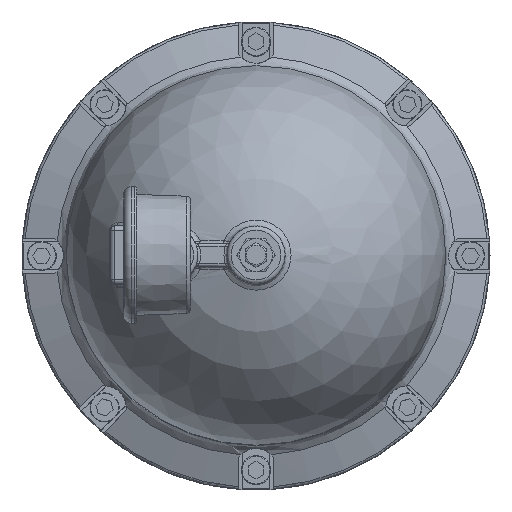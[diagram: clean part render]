
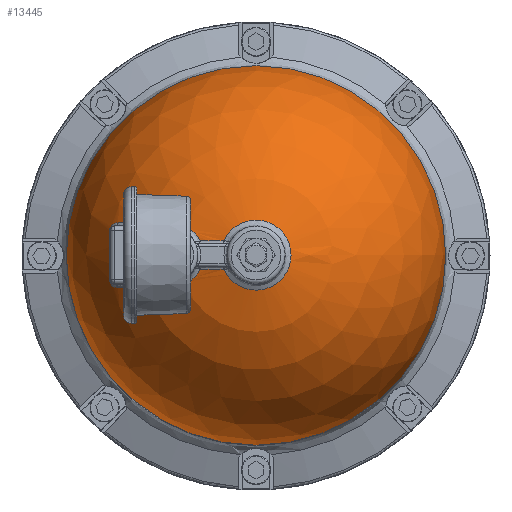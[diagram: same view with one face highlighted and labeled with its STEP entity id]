
A CAD part, top view. The second image highlights one B-rep face of the part: STEP entity #13445.
In plain terms, the highlighted spherical face has radius 82.804 mm.
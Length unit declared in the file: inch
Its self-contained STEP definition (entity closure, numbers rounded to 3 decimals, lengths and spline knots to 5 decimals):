
#3295=CARTESIAN_POINT('',(16.21693,-11.2058,7.62049));
#3296=VERTEX_POINT('',#3295);
#3297=CARTESIAN_POINT('',(12.95693,-11.2058,7.62049));
#3298=DIRECTION('',(0.0,0.0,-1.0));
#3299=DIRECTION('',(-1.0,0.0,0.0));
#3300=AXIS2_PLACEMENT_3D('',#3297,#3298,#3299);
#3301=CIRCLE('',#3300,3.26);
#3302=EDGE_CURVE('',#3296,#3296,#3301,.T.);
#10553=CARTESIAN_POINT('',(11.99591,-11.45202,10.72587));
#10554=VERTEX_POINT('',#10553);
#10621=CARTESIAN_POINT('',(12.40767,-11.45202,10.82443));
#10622=VERTEX_POINT('',#10621);
#10638=CARTESIAN_POINT('',(12.95693,-11.45202,7.62049));
#10639=DIRECTION('',(0.0,-1.,0.0));
#10640=DIRECTION('',(-0.232,0.0,0.973));
#10641=AXIS2_PLACEMENT_3D('',#10638,#10639,#10640);
#10642=CIRCLE('',#10641,3.25069);
#10643=EDGE_CURVE('',#10622,#10554,#10642,.T.);
#10772=CARTESIAN_POINT('',(11.49066,-11.76787,10.47736));
#10773=VERTEX_POINT('',#10772);
#10790=CARTESIAN_POINT('',(10.58646,-11.76787,9.78672));
#10791=VERTEX_POINT('',#10790);
#10799=CARTESIAN_POINT('',(12.95693,-11.76787,7.62049));
#10800=DIRECTION('',(0.0,-1.,0.0));
#10801=DIRECTION('',(-0.62,0.0,0.785));
#10802=AXIS2_PLACEMENT_3D('',#10799,#10800,#10801);
#10803=CIRCLE('',#10802,3.21118);
#10804=EDGE_CURVE('',#10773,#10791,#10803,.T.);
#10878=CARTESIAN_POINT('',(11.9959,-11.45201,10.72587));
#10879=CARTESIAN_POINT('',(11.99219,-11.45967,10.72411));
#10880=CARTESIAN_POINT('',(11.98831,-11.46722,10.72228));
#10881=CARTESIAN_POINT('',(11.98425,-11.47467,10.72036));
#10882=CARTESIAN_POINT('',(11.93386,-11.56718,10.69652));
#10883=CARTESIAN_POINT('',(11.85896,-11.64185,10.66081));
#10884=CARTESIAN_POINT('',(11.77311,-11.69175,10.61882));
#10885=CARTESIAN_POINT('',(11.71946,-11.72293,10.59259));
#10886=CARTESIAN_POINT('',(11.66197,-11.74454,10.56412));
#10887=CARTESIAN_POINT('',(11.60259,-11.75661,10.53424));
#10888=CARTESIAN_POINT('',(11.56549,-11.76415,10.51557));
#10889=CARTESIAN_POINT('',(11.52785,-11.76787,10.49645));
#10890=CARTESIAN_POINT('',(11.49066,-11.76787,10.47736));
#10891=B_SPLINE_CURVE_WITH_KNOTS('',3,(#10878,#10879,#10880,#10881,#10882,#10883,#10884,#10885,#10886,#10887,#10888,#10889,#10890),.UNSPECIFIED.,.F.,.U.,(4,3,3,3,4),(-0.68849,-0.66206,-0.3336,-0.12831,0.),.UNSPECIFIED.);
#10892=EDGE_CURVE('',#10554,#10773,#10891,.T.);
#10948=CARTESIAN_POINT('',(10.43983,-11.62124,9.65008));
#10949=VERTEX_POINT('',#10948);
#10959=CARTESIAN_POINT('',(10.58646,-11.76787,9.78672));
#10960=CARTESIAN_POINT('',(10.57863,-11.76787,9.77815));
#10961=CARTESIAN_POINT('',(10.5707,-11.76724,9.76954));
#10962=CARTESIAN_POINT('',(10.56277,-11.76594,9.76101));
#10963=CARTESIAN_POINT('',(10.55008,-11.76386,9.74736));
#10964=CARTESIAN_POINT('',(10.53739,-11.76008,9.73391));
#10965=CARTESIAN_POINT('',(10.52506,-11.75439,9.72112));
#10966=CARTESIAN_POINT('',(10.50533,-11.74529,9.70065));
#10967=CARTESIAN_POINT('',(10.48594,-11.73115,9.68125));
#10968=CARTESIAN_POINT('',(10.47003,-11.71037,9.66703));
#10969=CARTESIAN_POINT('',(10.45238,-11.68731,9.65127));
#10970=CARTESIAN_POINT('',(10.43983,-11.65355,9.64347));
#10971=CARTESIAN_POINT('',(10.43983,-11.62124,9.65008));
#10972=B_SPLINE_CURVE_WITH_KNOTS('',3,(#10959,#10960,#10961,#10962,#10963,#10964,#10965,#10966,#10967,#10968,#10969,#10970,#10971),.UNSPECIFIED.,.F.,.U.,(4,3,3,3,4),(-0.28513,-0.24949,-0.19246,-0.10122,0.0),.UNSPECIFIED.);
#10973=EDGE_CURVE('',#10791,#10949,#10972,.T.);
#12935=CARTESIAN_POINT('',(11.99591,-10.95958,10.72587));
#12936=VERTEX_POINT('',#12935);
#12985=CARTESIAN_POINT('',(12.40767,-10.95958,10.82443));
#12986=VERTEX_POINT('',#12985);
#12994=CARTESIAN_POINT('',(12.95693,-10.95958,7.62049));
#12995=DIRECTION('',(0.0,-1.,0.0));
#12996=DIRECTION('',(-0.232,0.0,0.973));
#12997=AXIS2_PLACEMENT_3D('',#12994,#12995,#12996);
#12998=CIRCLE('',#12997,3.25069);
#12999=EDGE_CURVE('',#12986,#12936,#12998,.T.);
#13136=CARTESIAN_POINT('',(11.49066,-10.64373,10.47736));
#13137=VERTEX_POINT('',#13136);
#13145=CARTESIAN_POINT('',(10.58646,-10.64373,9.78672));
#13146=VERTEX_POINT('',#13145);
#13147=CARTESIAN_POINT('',(12.95693,-10.64373,7.62049));
#13148=DIRECTION('',(0.0,-1.,0.0));
#13149=DIRECTION('',(-0.62,0.0,0.785));
#13150=AXIS2_PLACEMENT_3D('',#13147,#13148,#13149);
#13151=CIRCLE('',#13150,3.21118);
#13152=EDGE_CURVE('',#13137,#13146,#13151,.T.);
#13225=CARTESIAN_POINT('',(11.9959,-10.95959,10.72587));
#13226=CARTESIAN_POINT('',(11.99219,-10.95193,10.72411));
#13227=CARTESIAN_POINT('',(11.98831,-10.94438,10.72228));
#13228=CARTESIAN_POINT('',(11.98425,-10.93693,10.72036));
#13229=CARTESIAN_POINT('',(11.93386,-10.84442,10.69652));
#13230=CARTESIAN_POINT('',(11.85896,-10.76975,10.66081));
#13231=CARTESIAN_POINT('',(11.77311,-10.71985,10.61882));
#13232=CARTESIAN_POINT('',(11.71946,-10.68867,10.59259));
#13233=CARTESIAN_POINT('',(11.66197,-10.66705,10.56412));
#13234=CARTESIAN_POINT('',(11.60259,-10.65499,10.53424));
#13235=CARTESIAN_POINT('',(11.56549,-10.64745,10.51557));
#13236=CARTESIAN_POINT('',(11.52785,-10.64373,10.49645));
#13237=CARTESIAN_POINT('',(11.49066,-10.64373,10.47736));
#13238=B_SPLINE_CURVE_WITH_KNOTS('',3,(#13225,#13226,#13227,#13228,#13229,#13230,#13231,#13232,#13233,#13234,#13235,#13236,#13237),.UNSPECIFIED.,.F.,.U.,(4,3,3,3,4),(-0.68849,-0.66206,-0.3336,-0.12831,0.),.UNSPECIFIED.);
#13239=EDGE_CURVE('',#12936,#13137,#13238,.T.);
#13312=CARTESIAN_POINT('',(10.43983,-10.79036,9.65008));
#13313=VERTEX_POINT('',#13312);
#13340=CARTESIAN_POINT('',(10.58646,-10.64373,9.78672));
#13341=CARTESIAN_POINT('',(10.57863,-10.64373,9.77815));
#13342=CARTESIAN_POINT('',(10.5707,-10.64436,9.76954));
#13343=CARTESIAN_POINT('',(10.56277,-10.64566,9.76101));
#13344=CARTESIAN_POINT('',(10.55008,-10.64774,9.74736));
#13345=CARTESIAN_POINT('',(10.53739,-10.65152,9.73391));
#13346=CARTESIAN_POINT('',(10.52506,-10.65721,9.72112));
#13347=CARTESIAN_POINT('',(10.50533,-10.66631,9.70065));
#13348=CARTESIAN_POINT('',(10.48594,-10.68045,9.68125));
#13349=CARTESIAN_POINT('',(10.47003,-10.70123,9.66703));
#13350=CARTESIAN_POINT('',(10.45238,-10.72429,9.65127));
#13351=CARTESIAN_POINT('',(10.43983,-10.75805,9.64347));
#13352=CARTESIAN_POINT('',(10.43983,-10.79036,9.65008));
#13353=B_SPLINE_CURVE_WITH_KNOTS('',3,(#13340,#13341,#13342,#13343,#13344,#13345,#13346,#13347,#13348,#13349,#13350,#13351,#13352),.UNSPECIFIED.,.F.,.U.,(4,3,3,3,4),(-0.28513,-0.24949,-0.19246,-0.10122,0.0),.UNSPECIFIED.);
#13354=EDGE_CURVE('',#13146,#13313,#13353,.T.);
#13384=CARTESIAN_POINT('',(10.43983,-11.2058,7.62049));
#13385=DIRECTION('',(1.0,0.0,0.0));
#13386=DIRECTION('',(0.0,0.102,0.995));
#13387=AXIS2_PLACEMENT_3D('',#13384,#13385,#13386);
#13388=CIRCLE('',#13387,2.07168);
#13389=EDGE_CURVE('',#13313,#10949,#13388,.T.);
#13419=CARTESIAN_POINT('',(12.95693,-11.2058,7.62049));
#13420=DIRECTION('',(0.0,0.0,1.0));
#13421=DIRECTION('',(1.0,0.0,0.0));
#13422=AXIS2_PLACEMENT_3D('',#13419,#13420,#13421);
#13423=SPHERICAL_SURFACE('',#13422,3.26);
#13424=ORIENTED_EDGE('',*,*,#3302,.F.);
#13425=EDGE_LOOP('',(#13424));
#13426=FACE_OUTER_BOUND('',#13425,.T.);
#13427=CARTESIAN_POINT('',(12.95693,-11.2058,10.82443));
#13428=DIRECTION('',(0.0,0.0,-1.));
#13429=DIRECTION('',(0.204,-0.979,0.0));
#13430=AXIS2_PLACEMENT_3D('',#13427,#13428,#13429);
#13431=CIRCLE('',#13430,0.60192);
#13432=EDGE_CURVE('',#12986,#10622,#13431,.T.);
#13433=ORIENTED_EDGE('',*,*,#13432,.T.);
#13434=ORIENTED_EDGE('',*,*,#10643,.T.);
#13435=ORIENTED_EDGE('',*,*,#10892,.T.);
#13436=ORIENTED_EDGE('',*,*,#10804,.T.);
#13437=ORIENTED_EDGE('',*,*,#10973,.T.);
#13438=ORIENTED_EDGE('',*,*,#13389,.F.);
#13439=ORIENTED_EDGE('',*,*,#13354,.F.);
#13440=ORIENTED_EDGE('',*,*,#13152,.F.);
#13441=ORIENTED_EDGE('',*,*,#13239,.F.);
#13442=ORIENTED_EDGE('',*,*,#12999,.F.);
#13443=EDGE_LOOP('',(#13433,#13434,#13435,#13436,#13437,#13438,#13439,#13440,#13441,#13442));
#13444=FACE_BOUND('',#13443,.T.);
#13445=ADVANCED_FACE('',(#13426,#13444),#13423,.T.);
